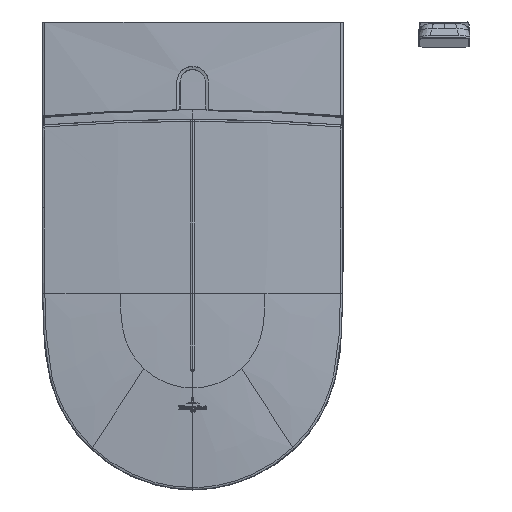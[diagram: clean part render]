
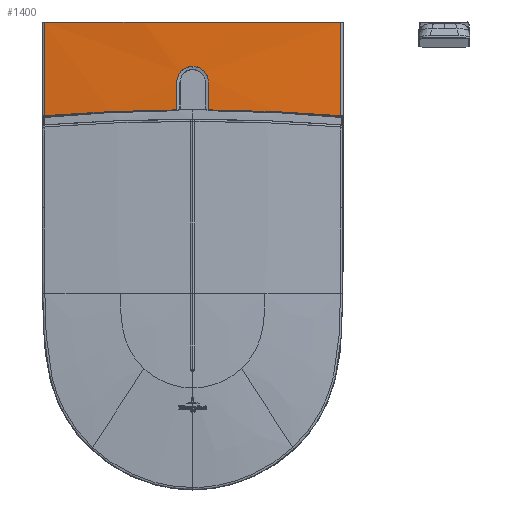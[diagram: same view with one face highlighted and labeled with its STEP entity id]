
A CAD part, top view. The second image highlights one B-rep face of the part: STEP entity #1400.
In plain terms, the highlighted cylindrical face has radius 1924.8 mm (diameter 3849.61 mm), a partial arc.
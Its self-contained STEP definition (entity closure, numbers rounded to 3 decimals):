
#936=CYLINDRICAL_SURFACE('',#24378,1924.803);
#1400=ADVANCED_FACE('',(#2503),#936,.T.);
#2503=FACE_OUTER_BOUND('',#3209,.T.);
#3209=EDGE_LOOP('',(#5765,#5766,#5767,#5768,#5769,#5770,#5771,#5772,#5773,
#5774,#5775));
#5765=ORIENTED_EDGE('',*,*,#13863,.F.);
#5766=ORIENTED_EDGE('',*,*,#13931,.F.);
#5767=ORIENTED_EDGE('',*,*,#13932,.F.);
#5768=ORIENTED_EDGE('',*,*,#13933,.F.);
#5769=ORIENTED_EDGE('',*,*,#13934,.T.);
#5770=ORIENTED_EDGE('',*,*,#13935,.T.);
#5771=ORIENTED_EDGE('',*,*,#13887,.F.);
#5772=ORIENTED_EDGE('',*,*,#13921,.F.);
#5773=ORIENTED_EDGE('',*,*,#13936,.T.);
#5774=ORIENTED_EDGE('',*,*,#13937,.T.);
#5775=ORIENTED_EDGE('',*,*,#13911,.T.);
#10002=VERTEX_POINT('',#90669);
#10003=VERTEX_POINT('',#90671);
#10016=VERTEX_POINT('',#91132);
#10018=VERTEX_POINT('',#91162);
#10034=VERTEX_POINT('',#92029);
#10040=VERTEX_POINT('',#92162);
#10045=VERTEX_POINT('',#92408);
#10046=VERTEX_POINT('',#92419);
#10047=VERTEX_POINT('',#92424);
#10048=VERTEX_POINT('',#92429);
#10049=VERTEX_POINT('',#92440);
#13863=EDGE_CURVE('',#10002,#10003,#18362,.T.);
#13887=EDGE_CURVE('',#10018,#10016,#17733,.T.);
#13911=EDGE_CURVE('',#10034,#10003,#19006,.T.);
#13921=EDGE_CURVE('',#10040,#10018,#17757,.T.);
#13931=EDGE_CURVE('',#10045,#10002,#19009,.T.);
#13932=EDGE_CURVE('',#10046,#10045,#18240,.T.);
#13933=EDGE_CURVE('',#10047,#10046,#18241,.T.);
#13934=EDGE_CURVE('',#10047,#10048,#17761,.T.);
#13935=EDGE_CURVE('',#10048,#10016,#17762,.T.);
#13936=EDGE_CURVE('',#10040,#10049,#17763,.T.);
#13937=EDGE_CURVE('',#10049,#10034,#17764,.T.);
#17733=B_SPLINE_CURVE_WITH_KNOTS('',3,(#91163,#91164,#91165,#91166,#91167,
#91168,#91169,#91170,#91171,#91172,#91173,#91174,#91175,#91176,#91177,#91178,
#91179,#91180,#91181,#91182,#91183,#91184),.UNSPECIFIED.,.F.,.F.,(4,2,2,
2,2,2,2,2,2,2,4),(0.,0.063,0.125,0.25,0.375,0.5,0.625,0.75,0.875,0.938,
1.),.UNSPECIFIED.);
#17757=B_SPLINE_CURVE_WITH_KNOTS('',3,(#92163,#92164,#92165,#92166),
 .UNSPECIFIED.,.F.,.F.,(4,4),(0.,1.),.UNSPECIFIED.);
#17761=B_SPLINE_CURVE_WITH_KNOTS('',3,(#92425,#92426,#92427,#92428),
 .UNSPECIFIED.,.F.,.F.,(4,4),(0.,1.),.UNSPECIFIED.);
#17762=B_SPLINE_CURVE_WITH_KNOTS('',3,(#92430,#92431,#92432,#92433,#92434,
#92435),.UNSPECIFIED.,.F.,.F.,(4,2,4),(0.,0.5,1.),.UNSPECIFIED.);
#17763=B_SPLINE_CURVE_WITH_KNOTS('',3,(#92436,#92437,#92438,#92439),
 .UNSPECIFIED.,.F.,.F.,(4,4),(0.,1.),.UNSPECIFIED.);
#17764=B_SPLINE_CURVE_WITH_KNOTS('',3,(#92441,#92442,#92443,#92444,#92445,
#92446,#92447,#92448,#92449,#92450,#92451,#92452,#92453,#92454,#92455),
 .UNSPECIFIED.,.F.,.F.,(4,2,1,2,2,2,2,4),(0.,0.25,0.375,
0.438,0.5,0.625,0.75,1.),
 .UNSPECIFIED.);
#18240=(
BOUNDED_CURVE()
B_SPLINE_CURVE(3,(#92409,#92410,#92411,#92412,#92413,#92414,#92415,#92416,
#92417,#92418),.UNSPECIFIED.,.F.,.F.)
B_SPLINE_CURVE_WITH_KNOTS((4,2,2,2,4),(0.,0.25,0.5,0.75,1.),
 .UNSPECIFIED.)
CURVE()
GEOMETRIC_REPRESENTATION_ITEM()
RATIONAL_B_SPLINE_CURVE((1.,1.,1.,1.,1.,1.,1.,1.,1.,1.))
REPRESENTATION_ITEM('')
);
#18241=(
BOUNDED_CURVE()
B_SPLINE_CURVE(3,(#92420,#92421,#92422,#92423),.UNSPECIFIED.,.F.,.F.)
B_SPLINE_CURVE_WITH_KNOTS((4,4),(0.,1.),.UNSPECIFIED.)
CURVE()
GEOMETRIC_REPRESENTATION_ITEM()
RATIONAL_B_SPLINE_CURVE((1.,1.,1.,
1.))
REPRESENTATION_ITEM('')
);
#18362=CIRCLE('',#24362,1924.803);
#19006=LINE('',#92028,#21687);
#19009=LINE('',#92407,#21690);
#21687=VECTOR('',#25032,1.);
#21690=VECTOR('',#25051,1.);
#24362=AXIS2_PLACEMENT_3D('',#90670,#25008,#25009);
#24378=AXIS2_PLACEMENT_3D('',#92456,#25052,#25053);
#25008=DIRECTION('',(0.,1.,0.));
#25009=DIRECTION('',(0.,0.,-1.));
#25032=DIRECTION('',(0.,1.,0.));
#25051=DIRECTION('',(0.,1.,0.));
#25052=DIRECTION('',(0.,-1.,0.));
#25053=DIRECTION('',(-1.,0.,0.));
#90669=CARTESIAN_POINT('',(-188.04,-0.105,39.293));
#90670=CARTESIAN_POINT('',(0.,-0.105,-1876.303));
#90671=CARTESIAN_POINT('',(188.04,-0.105,39.293));
#91132=CARTESIAN_POINT('',(0.,-55.877,48.5));
#91162=CARTESIAN_POINT('',(20.122,-76.,48.395));
#91163=CARTESIAN_POINT('',(20.122,-76.,48.395));
#91164=CARTESIAN_POINT('',(20.123,-75.336,48.395));
#91165=CARTESIAN_POINT('',(20.091,-74.674,48.395));
#91166=CARTESIAN_POINT('',(19.961,-73.354,48.397));
#91167=CARTESIAN_POINT('',(19.864,-72.699,48.398));
#91168=CARTESIAN_POINT('',(19.48,-70.767,48.401));
#91169=CARTESIAN_POINT('',(19.102,-69.514,48.405));
#91170=CARTESIAN_POINT('',(18.097,-67.079,48.415));
#91171=CARTESIAN_POINT('',(17.469,-65.902,48.421));
#91172=CARTESIAN_POINT('',(16.017,-63.723,48.434));
#91173=CARTESIAN_POINT('',(15.187,-62.707,48.44));
#91174=CARTESIAN_POINT('',(13.311,-60.828,48.454));
#91175=CARTESIAN_POINT('',(12.285,-59.986,48.461));
#91176=CARTESIAN_POINT('',(10.081,-58.518,48.474));
#91177=CARTESIAN_POINT('',(8.924,-57.902,48.48));
#91178=CARTESIAN_POINT('',(6.502,-56.903,48.489));
#91179=CARTESIAN_POINT('',(5.224,-56.516,48.493));
#91180=CARTESIAN_POINT('',(3.284,-56.133,48.497));
#91181=CARTESIAN_POINT('',(2.634,-56.037,48.498));
#91182=CARTESIAN_POINT('',(1.323,-55.909,48.5));
#91183=CARTESIAN_POINT('',(0.664,-55.877,48.5));
#91184=CARTESIAN_POINT('',(0.,-55.877,48.5));
#92028=CARTESIAN_POINT('',(188.04,2.,39.293));
#92029=CARTESIAN_POINT('',(188.04,-118.417,39.293));
#92162=CARTESIAN_POINT('',(20.132,-111.109,48.395));
#92163=CARTESIAN_POINT('',(20.132,-111.109,48.395));
#92164=CARTESIAN_POINT('',(20.126,-99.406,48.395));
#92165=CARTESIAN_POINT('',(20.116,-87.703,48.395));
#92166=CARTESIAN_POINT('',(20.122,-76.,48.395));
#92407=CARTESIAN_POINT('',(-188.04,2.,39.293));
#92408=CARTESIAN_POINT('',(-188.04,-118.417,39.293));
#92409=CARTESIAN_POINT('',(-20.173,-111.121,48.394));
#92410=CARTESIAN_POINT('',(-34.199,-111.236,48.247));
#92411=CARTESIAN_POINT('',(-48.227,-111.471,47.947));
#92412=CARTESIAN_POINT('',(-76.266,-112.188,47.04));
#92413=CARTESIAN_POINT('',(-90.274,-112.668,46.433));
#92414=CARTESIAN_POINT('',(-118.266,-113.877,44.914));
#92415=CARTESIAN_POINT('',(-132.252,-114.606,44.002));
#92416=CARTESIAN_POINT('',(-160.177,-116.319,41.875));
#92417=CARTESIAN_POINT('',(-174.118,-117.303,40.659));
#92418=CARTESIAN_POINT('',(-188.04,-118.417,39.293));
#92419=CARTESIAN_POINT('',(-20.173,-111.121,48.394));
#92420=CARTESIAN_POINT('',(-20.132,-111.109,48.395));
#92421=CARTESIAN_POINT('',(-20.146,-111.113,48.395));
#92422=CARTESIAN_POINT('',(-20.159,-111.117,48.394));
#92423=CARTESIAN_POINT('',(-20.173,-111.121,48.394));
#92424=CARTESIAN_POINT('',(-20.132,-111.109,48.395));
#92425=CARTESIAN_POINT('',(-20.132,-111.109,48.395));
#92426=CARTESIAN_POINT('',(-20.126,-99.406,48.395));
#92427=CARTESIAN_POINT('',(-20.116,-87.703,48.395));
#92428=CARTESIAN_POINT('',(-20.122,-76.,48.395));
#92429=CARTESIAN_POINT('',(-20.122,-76.,48.395));
#92430=CARTESIAN_POINT('',(-20.122,-76.,48.395));
#92431=CARTESIAN_POINT('',(-20.125,-70.735,48.395));
#92432=CARTESIAN_POINT('',(-17.952,-65.477,48.42));
#92433=CARTESIAN_POINT('',(-10.547,-58.058,48.475));
#92434=CARTESIAN_POINT('',(-5.25,-55.877,48.5));
#92435=CARTESIAN_POINT('',(0.,-55.877,48.5));
#92436=CARTESIAN_POINT('',(20.132,-111.109,48.395));
#92437=CARTESIAN_POINT('',(20.146,-111.113,48.395));
#92438=CARTESIAN_POINT('',(20.159,-111.117,48.394));
#92439=CARTESIAN_POINT('',(20.173,-111.121,48.394));
#92440=CARTESIAN_POINT('',(20.173,-111.121,48.394));
#92441=CARTESIAN_POINT('',(20.173,-111.121,48.394));
#92442=CARTESIAN_POINT('',(34.258,-111.236,48.247));
#92443=CARTESIAN_POINT('',(48.311,-111.473,47.945));
#92444=CARTESIAN_POINT('',(69.337,-112.011,47.264));
#92445=CARTESIAN_POINT('',(79.837,-112.326,46.866));
#92446=CARTESIAN_POINT('',(90.315,-112.709,46.383));
#92447=CARTESIAN_POINT('',(97.296,-112.979,46.043));
#92448=CARTESIAN_POINT('',(100.753,-113.121,45.864));
#92449=CARTESIAN_POINT('',(111.303,-113.577,45.292));
#92450=CARTESIAN_POINT('',(118.315,-113.911,44.873));
#92451=CARTESIAN_POINT('',(132.297,-114.641,43.961));
#92452=CARTESIAN_POINT('',(139.225,-115.034,43.471));
#92453=CARTESIAN_POINT('',(160.193,-116.32,41.874));
#92454=CARTESIAN_POINT('',(174.136,-117.304,40.658));
#92455=CARTESIAN_POINT('',(188.04,-118.417,39.293));
#92456=CARTESIAN_POINT('',(0.,2.,-1876.303));
